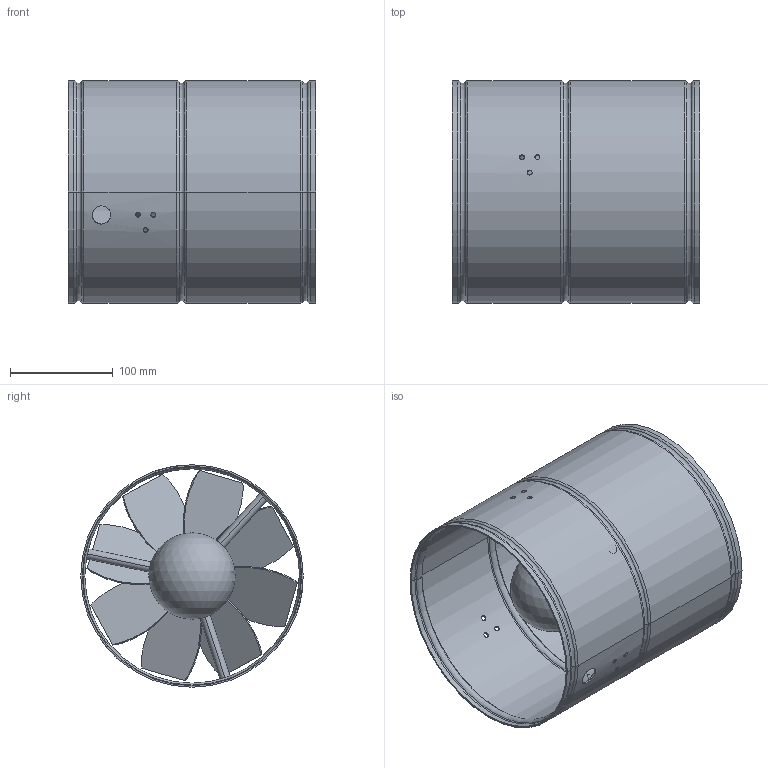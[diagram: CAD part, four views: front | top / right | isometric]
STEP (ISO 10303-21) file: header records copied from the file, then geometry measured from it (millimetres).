
FILE_DESCRIPTION(('Creo Elements/Direct Modeling STEP Export'),'2;1');
FILE_NAME('Dummy_EZF_20_4_E.stp','2018-08-28T 9:42:56',(''),(''),'PTC Creo Elements/Direct Modeling STEP processor for AP214 (Solid Model)','PTC Creo Elements/Direct Modeling 19.0C 15-Aug-2015 (C) Parametric Technology GmbH','');
FILE_SCHEMA(('AUTOMOTIVE_DESIGN { 1 0 10303 214 1 1 1 1 }'));
Length unit declared in the file: millimetre
Products named in the file (2): Dummy_EZF_20_4_E
Assembly tree (1 placements, depth 2):
  Dummy_EZF_20_4_E
    Dummy_EZF_20_4_E
Bounding box: 240 x 216 x 216 mm (x, y, z)
Volume: 951692 mm3; surface area: 448065.3 mm2
Topology: 1 solids, 1 shells, 131 faces, 335 edges, 212 vertices
Faces by surface type: cylinder 48, torus 38, plane 28, bspline 16, sphere 1
Entity records: 5682 total; most frequent: CARTESIAN_POINT 2368, ORIENTED_EDGE 662, DIRECTION 488, EDGE_CURVE 331, VERTEX_POINT 212, AXIS2_PLACEMENT_3D 204, EDGE_LOOP 167, FACE_OUTER_BOUND 131
